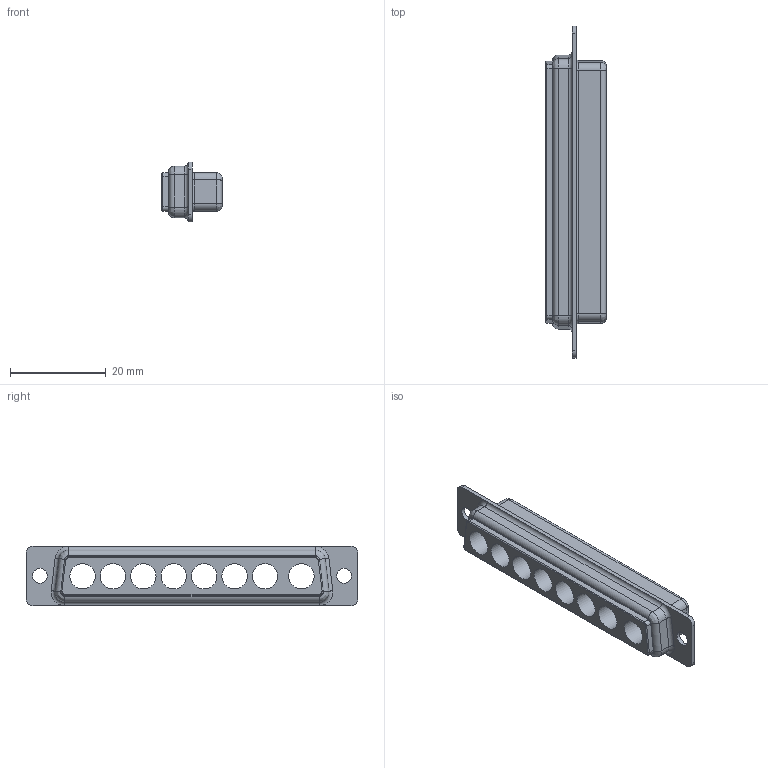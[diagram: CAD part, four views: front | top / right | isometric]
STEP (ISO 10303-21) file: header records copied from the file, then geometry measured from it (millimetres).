
FILE_DESCRIPTION(/* description */ (''),/* implementation_level */ '2;1');
FILE_NAME(/* name */ '100223463ugm000_c.stp',/* time_stamp */ '2017-06-02T07:30:40+02:00',/* author */ (''),/* organization */ (''),/* preprocessor_version */ 'ST-DEVELOPER v16',/* originating_system */ 'SIEMENS PLM Software NX 10.0',/* authorisation */ '');
FILE_SCHEMA (('AUTOMOTIVE_DESIGN { 1 0 10303 214 3 1 1 1 }'));
Length unit declared in the file: millimetre
Products named in the file (1): 100223463ugm000_c
Bounding box: 12.6 x 69.3 x 12.5 mm (x, y, z)
Volume: 4228.4 mm3; surface area: 4439.7 mm2
Topology: 1 solids, 1 shells, 87 faces, 1729 edges, 3160 vertices
Faces by surface type: cylinder 46, plane 21, torus 12, bspline 8
Full cylindrical faces by diameter (mm): 3.1 x2, 5.3 x8
Entity records: 18478 total; most frequent: CARTESIAN_POINT 4412, DIRECTION 2009, PRESENTATION_STYLE_ASSIGNMENT 1574, STYLED_ITEM 1514, CURVE_STYLE 1513, DRAUGHTING_PRE_DEFINED_CURVE_FONT 1513, TRIMMED_CURVE 1222, LINE 979
